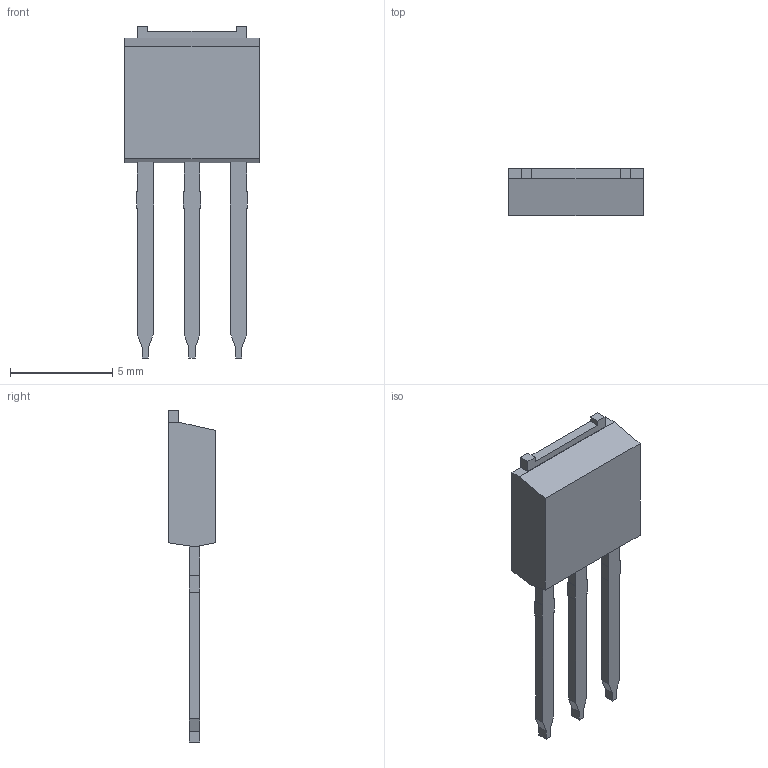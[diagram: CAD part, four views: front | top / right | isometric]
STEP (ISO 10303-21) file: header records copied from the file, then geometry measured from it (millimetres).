
FILE_DESCRIPTION(('FreeCAD Model'),'2;1');
FILE_NAME('TO-251-3_Vertical.step','2018-04-08T14:27:13',('kicad StepUp'),( 'ksu MCAD'),'Open CASCADE STEP processor 6.8','FreeCAD','Unknown');
FILE_SCHEMA(('AUTOMOTIVE_DESIGN_CC2 { 1 2 10303 214 -1 1 5 4 }'));
Length unit declared in the file: millimetre
Products named in the file (1): TO-251-3_Vertical
Bounding box: 6.58 x 2.31 x 16.26 mm (x, y, z)
Volume: 100.1 mm3; surface area: 208.3 mm2
Topology: 1 solids, 1 shells, 69 faces, 201 edges, 134 vertices
Faces by surface type: plane 69
Entity records: 1575 total; most frequent: ORIENTED_EDGE 324, EDGE_CURVE 201, LINE 197, CARTESIAN_POINT 172, VERTEX_POINT 134, AXIS2_PLACEMENT_3D 70, ADVANCED_FACE 69, FACE_BOUND 69
